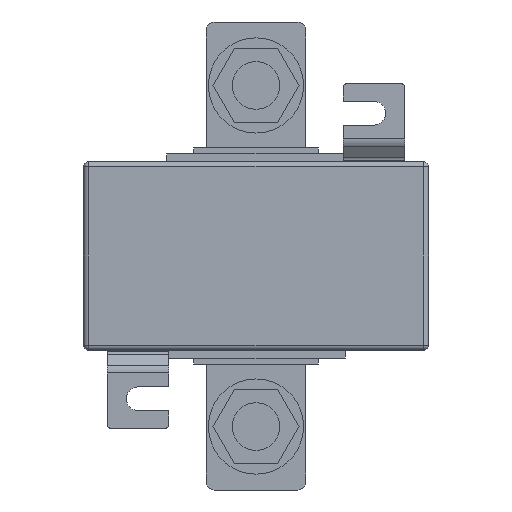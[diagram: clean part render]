
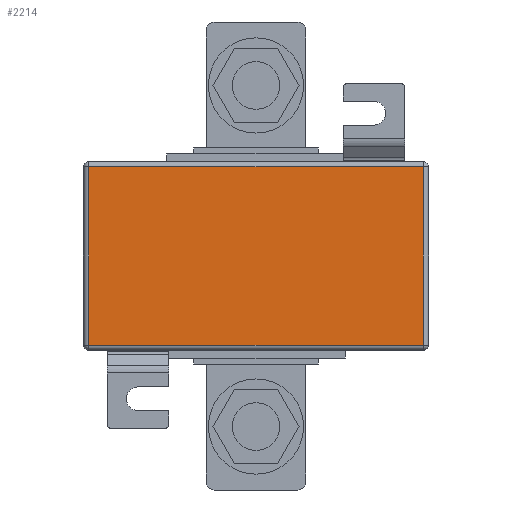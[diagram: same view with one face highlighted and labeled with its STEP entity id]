
A CAD part, front view. The second image highlights one B-rep face of the part: STEP entity #2214.
In plain terms, the highlighted planar face has unit normal (0, -1, 0).
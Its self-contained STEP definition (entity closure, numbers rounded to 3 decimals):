
#404 = ORIENTED_EDGE ( 'NONE', *, *, #19048, .T. ) ;
#955 = CARTESIAN_POINT ( 'NONE',  ( -43.5, -43.5, 23.75 ) ) ;
#2214 = ADVANCED_FACE ( 'NONE', ( #21955 ), #14341, .F. ) ;
#2816 = CARTESIAN_POINT ( 'NONE',  ( -43.5, -43.5, 22.45 ) ) ;
#3319 = DIRECTION ( 'NONE',  ( 0., 1., 0. ) ) ;
#4983 = VERTEX_POINT ( 'NONE', #11607 ) ;
#5190 = DIRECTION ( 'NONE',  ( -1., 0., 0. ) ) ;
#6811 = VECTOR ( 'NONE', #27482, 1000. ) ;
#7269 = VERTEX_POINT ( 'NONE', #8556 ) ;
#7653 = CARTESIAN_POINT ( 'NONE',  ( 42.2, -43.5, 23.75 ) ) ;
#7797 = LINE ( 'NONE', #20475, #6811 ) ;
#7978 = VERTEX_POINT ( 'NONE', #26406 ) ;
#8364 = ORIENTED_EDGE ( 'NONE', *, *, #19088, .T. ) ;
#8556 = CARTESIAN_POINT ( 'NONE',  ( -42.2, -43.5, 22.45 ) ) ;
#9011 = EDGE_LOOP ( 'NONE', ( #17142, #8364, #404, #16992 ) ) ;
#9936 = DIRECTION ( 'NONE',  ( 1., 0., 0. ) ) ;
#10795 = AXIS2_PLACEMENT_3D ( 'NONE', #955, #3319, #18754 ) ;
#11130 = VECTOR ( 'NONE', #23002, 1000. ) ;
#11468 = CARTESIAN_POINT ( 'NONE',  ( -42.2, -43.5, -22.45 ) ) ;
#11607 = CARTESIAN_POINT ( 'NONE',  ( 42.2, -43.5, 22.45 ) ) ;
#13588 = VERTEX_POINT ( 'NONE', #11468 ) ;
#14341 = PLANE ( 'NONE',  #10795 ) ;
#15631 = LINE ( 'NONE', #25507, #27670 ) ;
#16992 = ORIENTED_EDGE ( 'NONE', *, *, #19043, .T. ) ;
#17142 = ORIENTED_EDGE ( 'NONE', *, *, #19122, .T. ) ;
#18754 = DIRECTION ( 'NONE',  ( 0., 0., 1. ) ) ;
#19043 = EDGE_CURVE ( 'NONE', #7269, #13588, #7797, .T. ) ;
#19048 = EDGE_CURVE ( 'NONE', #4983, #7269, #24679, .T. ) ;
#19088 = EDGE_CURVE ( 'NONE', #7978, #4983, #29113, .T. ) ;
#19122 = EDGE_CURVE ( 'NONE', #13588, #7978, #15631, .T. ) ;
#20475 = CARTESIAN_POINT ( 'NONE',  ( -42.2, -43.5, 23.75 ) ) ;
#21955 = FACE_OUTER_BOUND ( 'NONE', #9011, .T. ) ;
#23002 = DIRECTION ( 'NONE',  ( 0., 0., 1. ) ) ;
#23655 = VECTOR ( 'NONE', #5190, 1000. ) ;
#24679 = LINE ( 'NONE', #2816, #23655 ) ;
#25507 = CARTESIAN_POINT ( 'NONE',  ( -43.5, -43.5, -22.45 ) ) ;
#26406 = CARTESIAN_POINT ( 'NONE',  ( 42.2, -43.5, -22.45 ) ) ;
#27482 = DIRECTION ( 'NONE',  ( 0., 0., -1. ) ) ;
#27670 = VECTOR ( 'NONE', #9936, 1000. ) ;
#29113 = LINE ( 'NONE', #7653, #11130 ) ;
